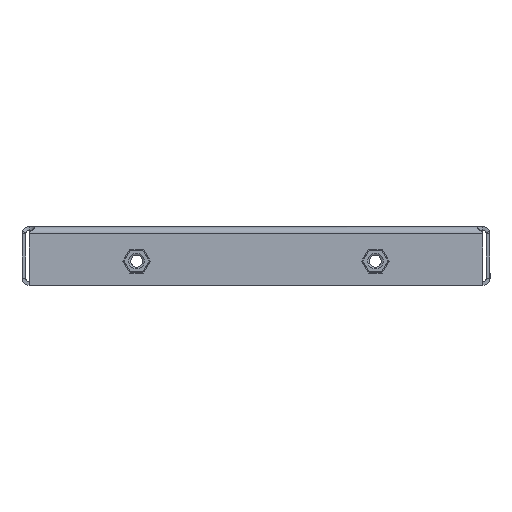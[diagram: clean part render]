
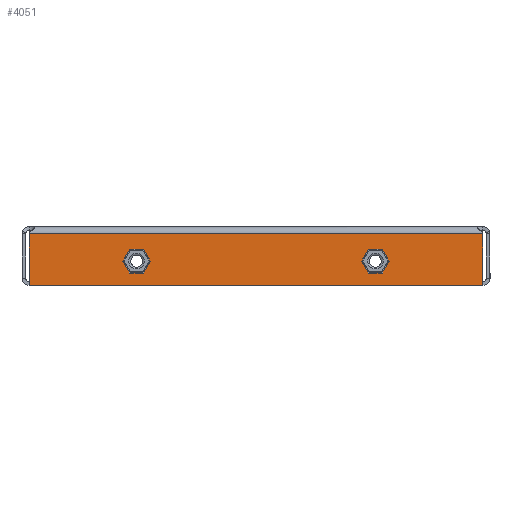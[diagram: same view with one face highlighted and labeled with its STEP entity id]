
A CAD part, left-side view. The second image highlights one B-rep face of the part: STEP entity #4051.
In plain terms, the highlighted planar face has unit normal (-1, 0, 0).
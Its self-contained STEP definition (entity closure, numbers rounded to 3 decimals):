
#24 = LINE ( 'NONE', #4487, #435 ) ;
#39 = VECTOR ( 'NONE', #7485, 1000. ) ;
#45 = LINE ( 'NONE', #5149, #3578 ) ;
#168 = DIRECTION ( 'NONE',  ( 0., -1., 0. ) ) ;
#177 = LINE ( 'NONE', #4113, #3535 ) ;
#223 = VERTEX_POINT ( 'NONE', #6113 ) ;
#252 = ORIENTED_EDGE ( 'NONE', *, *, #2886, .T. ) ;
#317 = VERTEX_POINT ( 'NONE', #2402 ) ;
#319 = ORIENTED_EDGE ( 'NONE', *, *, #6782, .T. ) ;
#366 = DIRECTION ( 'NONE',  ( 0., -1., 0. ) ) ;
#435 = VECTOR ( 'NONE', #2641, 1000. ) ;
#441 = VECTOR ( 'NONE', #8377, 1000. ) ;
#463 = ORIENTED_EDGE ( 'NONE', *, *, #3940, .T. ) ;
#536 = ORIENTED_EDGE ( 'NONE', *, *, #6689, .F. ) ;
#588 = LINE ( 'NONE', #8400, #3327 ) ;
#675 = CARTESIAN_POINT ( 'NONE',  ( -103.8, -47.719, -27.551 ) ) ;
#930 = CARTESIAN_POINT ( 'NONE',  ( -103.8, -52.656, -19. ) ) ;
#951 = CARTESIAN_POINT ( 'NONE',  ( -103.8, 47.344, -19. ) ) ;
#1012 = CARTESIAN_POINT ( 'NONE',  ( -103.8, 0., -9.8 ) ) ;
#1028 = DIRECTION ( 'NONE',  ( 0., -1., 0. ) ) ;
#1063 = ORIENTED_EDGE ( 'NONE', *, *, #7978, .T. ) ;
#1153 = DIRECTION ( 'NONE',  ( 0., -0.5, 0.866 ) ) ;
#1175 = ORIENTED_EDGE ( 'NONE', *, *, #8237, .T. ) ;
#1421 = PLANE ( 'NONE',  #8079 ) ;
#1696 = LINE ( 'NONE', #3840, #6533 ) ;
#1829 = CARTESIAN_POINT ( 'NONE',  ( -103.8, -47.344, -19. ) ) ;
#1862 = ORIENTED_EDGE ( 'NONE', *, *, #4608, .T. ) ;
#1869 = CARTESIAN_POINT ( 'NONE',  ( -103.8, -95., -24.5 ) ) ;
#1893 = LINE ( 'NONE', #2569, #2990 ) ;
#2051 = LINE ( 'NONE', #675, #3177 ) ;
#2108 = LINE ( 'NONE', #2819, #4221 ) ;
#2362 = CARTESIAN_POINT ( 'NONE',  ( -103.8, 0., 0. ) ) ;
#2382 = ORIENTED_EDGE ( 'NONE', *, *, #4228, .T. ) ;
#2402 = CARTESIAN_POINT ( 'NONE',  ( -103.8, -55.312, -14.4 ) ) ;
#2458 = VERTEX_POINT ( 'NONE', #930 ) ;
#2569 = CARTESIAN_POINT ( 'NONE',  ( -103.8, -95., -3. ) ) ;
#2641 = DIRECTION ( 'NONE',  ( 0., 0.5, 0.866 ) ) ;
#2659 = DIRECTION ( 'NONE',  ( 0., 0., -1. ) ) ;
#2669 = FACE_BOUND ( 'NONE', #2978, .T. ) ;
#2819 = CARTESIAN_POINT ( 'NONE',  ( -103.8, 0., -19. ) ) ;
#2858 = DIRECTION ( 'NONE',  ( 0., 0.5, 0.866 ) ) ;
#2886 = EDGE_CURVE ( 'NONE', #3340, #7122, #4264, .T. ) ;
#2907 = LINE ( 'NONE', #8241, #5188 ) ;
#2972 = ORIENTED_EDGE ( 'NONE', *, *, #5765, .T. ) ;
#2978 = EDGE_LOOP ( 'NONE', ( #319, #463, #1175, #6448, #2382, #5905 ) ) ;
#2990 = VECTOR ( 'NONE', #168, 1000. ) ;
#3143 = VERTEX_POINT ( 'NONE', #951 ) ;
#3155 = VERTEX_POINT ( 'NONE', #3532 ) ;
#3177 = VECTOR ( 'NONE', #5903, 1000. ) ;
#3196 = LINE ( 'NONE', #7082, #6735 ) ;
#3251 = VERTEX_POINT ( 'NONE', #1869 ) ;
#3289 = VERTEX_POINT ( 'NONE', #1829 ) ;
#3290 = CARTESIAN_POINT ( 'NONE',  ( -103.8, -47.344, -9.8 ) ) ;
#3321 = DIRECTION ( 'NONE',  ( 0., -0.5, -0.866 ) ) ;
#3327 = VECTOR ( 'NONE', #5888, 1000. ) ;
#3340 = VERTEX_POINT ( 'NONE', #5249 ) ;
#3393 = VERTEX_POINT ( 'NONE', #6563 ) ;
#3499 = ORIENTED_EDGE ( 'NONE', *, *, #6841, .T. ) ;
#3532 = CARTESIAN_POINT ( 'NONE',  ( -103.8, -44.688, -14.4 ) ) ;
#3535 = VECTOR ( 'NONE', #6084, 1000. ) ;
#3560 = DIRECTION ( 'NONE',  ( 1., 0., 0. ) ) ;
#3578 = VECTOR ( 'NONE', #2659, 1000. ) ;
#3652 = CARTESIAN_POINT ( 'NONE',  ( -103.8, 52.656, -19. ) ) ;
#3812 = ORIENTED_EDGE ( 'NONE', *, *, #5144, .T. ) ;
#3840 = CARTESIAN_POINT ( 'NONE',  ( -103.8, 0., -19. ) ) ;
#3855 = VERTEX_POINT ( 'NONE', #4400 ) ;
#3897 = ORIENTED_EDGE ( 'NONE', *, *, #4573, .T. ) ;
#3902 = CARTESIAN_POINT ( 'NONE',  ( -103.8, 47.344, -9.8 ) ) ;
#3940 = EDGE_CURVE ( 'NONE', #3289, #3155, #24, .T. ) ;
#4004 = CARTESIAN_POINT ( 'NONE',  ( -103.8, 44.688, -14.4 ) ) ;
#4051 = ADVANCED_FACE ( 'NONE', ( #4639, #2669, #7287 ), #1421, .F. ) ;
#4082 = EDGE_CURVE ( 'NONE', #5381, #5628, #4288, .T. ) ;
#4113 = CARTESIAN_POINT ( 'NONE',  ( -103.8, 27.281, 15.751 ) ) ;
#4221 = VECTOR ( 'NONE', #7346, 1000. ) ;
#4228 = EDGE_CURVE ( 'NONE', #5628, #317, #588, .T. ) ;
#4264 = LINE ( 'NONE', #1012, #5081 ) ;
#4288 = LINE ( 'NONE', #4331, #4552 ) ;
#4331 = CARTESIAN_POINT ( 'NONE',  ( -103.8, 0., -9.8 ) ) ;
#4400 = CARTESIAN_POINT ( 'NONE',  ( -103.8, -95., -3. ) ) ;
#4487 = CARTESIAN_POINT ( 'NONE',  ( -103.8, -27.281, 15.751 ) ) ;
#4552 = VECTOR ( 'NONE', #1028, 1000. ) ;
#4573 = EDGE_CURVE ( 'NONE', #223, #3251, #5030, .T. ) ;
#4608 = EDGE_CURVE ( 'NONE', #7122, #4793, #3196, .T. ) ;
#4639 = FACE_BOUND ( 'NONE', #8417, .T. ) ;
#4793 = VERTEX_POINT ( 'NONE', #4004 ) ;
#5017 = VERTEX_POINT ( 'NONE', #3652 ) ;
#5030 = LINE ( 'NONE', #5530, #39 ) ;
#5081 = VECTOR ( 'NONE', #366, 1000. ) ;
#5144 = EDGE_CURVE ( 'NONE', #5387, #223, #45, .T. ) ;
#5149 = CARTESIAN_POINT ( 'NONE',  ( -103.8, 95., 0. ) ) ;
#5188 = VECTOR ( 'NONE', #5553, 1000. ) ;
#5244 = EDGE_CURVE ( 'NONE', #317, #2458, #2051, .T. ) ;
#5249 = CARTESIAN_POINT ( 'NONE',  ( -103.8, 52.656, -9.8 ) ) ;
#5381 = VERTEX_POINT ( 'NONE', #3290 ) ;
#5387 = VERTEX_POINT ( 'NONE', #6556 ) ;
#5530 = CARTESIAN_POINT ( 'NONE',  ( -103.8, 0., -24.5 ) ) ;
#5553 = DIRECTION ( 'NONE',  ( 0., -0.5, 0.866 ) ) ;
#5591 = EDGE_LOOP ( 'NONE', ( #536, #3812, #3897, #6604 ) ) ;
#5628 = VERTEX_POINT ( 'NONE', #6900 ) ;
#5765 = EDGE_CURVE ( 'NONE', #3143, #5017, #1696, .T. ) ;
#5888 = DIRECTION ( 'NONE',  ( 0., -0.5, -0.866 ) ) ;
#5899 = CARTESIAN_POINT ( 'NONE',  ( -103.8, -39.752, -22.951 ) ) ;
#5903 = DIRECTION ( 'NONE',  ( 0., 0.5, -0.866 ) ) ;
#5905 = ORIENTED_EDGE ( 'NONE', *, *, #5244, .T. ) ;
#5994 = LINE ( 'NONE', #7278, #6463 ) ;
#6084 = DIRECTION ( 'NONE',  ( 0., 0.5, -0.866 ) ) ;
#6113 = CARTESIAN_POINT ( 'NONE',  ( -103.8, 95., -24.5 ) ) ;
#6291 = EDGE_CURVE ( 'NONE', #4793, #3143, #177, .T. ) ;
#6448 = ORIENTED_EDGE ( 'NONE', *, *, #4082, .T. ) ;
#6463 = VECTOR ( 'NONE', #2858, 1000. ) ;
#6464 = CARTESIAN_POINT ( 'NONE',  ( -103.8, -95., 0. ) ) ;
#6533 = VECTOR ( 'NONE', #7726, 1000. ) ;
#6556 = CARTESIAN_POINT ( 'NONE',  ( -103.8, 95., -3. ) ) ;
#6563 = CARTESIAN_POINT ( 'NONE',  ( -103.8, 55.312, -14.4 ) ) ;
#6599 = VECTOR ( 'NONE', #1153, 1000. ) ;
#6604 = ORIENTED_EDGE ( 'NONE', *, *, #8296, .T. ) ;
#6689 = EDGE_CURVE ( 'NONE', #5387, #3855, #1893, .T. ) ;
#6735 = VECTOR ( 'NONE', #3321, 1000. ) ;
#6782 = EDGE_CURVE ( 'NONE', #2458, #3289, #2108, .T. ) ;
#6841 = EDGE_CURVE ( 'NONE', #3393, #3340, #2907, .T. ) ;
#6843 = DIRECTION ( 'NONE',  ( 0., 0., -1. ) ) ;
#6900 = CARTESIAN_POINT ( 'NONE',  ( -103.8, -52.656, -9.8 ) ) ;
#6942 = ORIENTED_EDGE ( 'NONE', *, *, #6291, .T. ) ;
#7018 = LINE ( 'NONE', #6464, #441 ) ;
#7082 = CARTESIAN_POINT ( 'NONE',  ( -103.8, 39.752, -22.951 ) ) ;
#7122 = VERTEX_POINT ( 'NONE', #3902 ) ;
#7278 = CARTESIAN_POINT ( 'NONE',  ( -103.8, 47.719, -27.551 ) ) ;
#7287 = FACE_OUTER_BOUND ( 'NONE', #5591, .T. ) ;
#7346 = DIRECTION ( 'NONE',  ( 0., 1., 0. ) ) ;
#7485 = DIRECTION ( 'NONE',  ( 0., -1., 0. ) ) ;
#7726 = DIRECTION ( 'NONE',  ( 0., 1., 0. ) ) ;
#7978 = EDGE_CURVE ( 'NONE', #5017, #3393, #5994, .T. ) ;
#8079 = AXIS2_PLACEMENT_3D ( 'NONE', #2362, #3560, #6843 ) ;
#8237 = EDGE_CURVE ( 'NONE', #3155, #5381, #8413, .T. ) ;
#8241 = CARTESIAN_POINT ( 'NONE',  ( -103.8, 35.248, 20.351 ) ) ;
#8296 = EDGE_CURVE ( 'NONE', #3251, #3855, #7018, .T. ) ;
#8377 = DIRECTION ( 'NONE',  ( 0., 0., 1. ) ) ;
#8400 = CARTESIAN_POINT ( 'NONE',  ( -103.8, -35.248, 20.351 ) ) ;
#8413 = LINE ( 'NONE', #5899, #6599 ) ;
#8417 = EDGE_LOOP ( 'NONE', ( #6942, #2972, #1063, #3499, #252, #1862 ) ) ;
